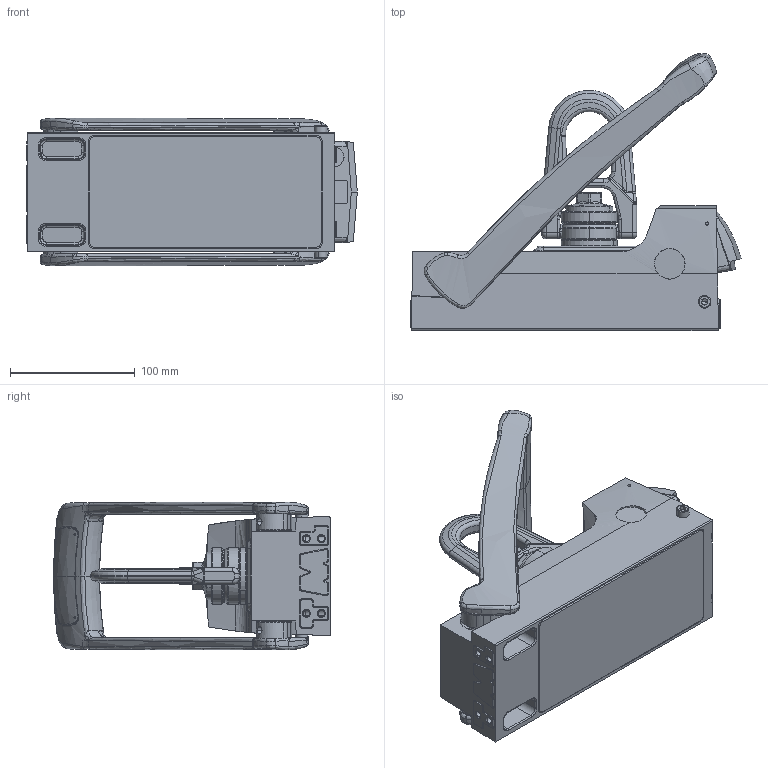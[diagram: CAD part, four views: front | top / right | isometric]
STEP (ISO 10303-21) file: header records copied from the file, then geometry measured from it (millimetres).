
FILE_DESCRIPTION (( 'STEP AP203' ), '1' );
FILE_NAME ('41500.FreeCAD TML500 rev00.STEP', '2016-06-10T07:10:24', ( '' ), ( '' ), 'SwSTEP 2.0', 'SolidWorks 2014', '' );
FILE_SCHEMA (( 'CONFIG_CONTROL_DESIGN' ));
Length unit declared in the file: millimetre
Products named in the file (11): DIN912-M6X10-A4 Zylinderschraube Edelstahl_DIN 912 M6 x 10 --- 10N; 189414316 DSR M16 Sicherheitswirbel Edelstahl 03; 189414316 DSR M16 Sicherheitswirbel Edelstahl 02; 189414316 DSR M16 Sicherheitswirbel Edelstahl 01; 189414310 Free CADDB95UW Alu-Gehäuse rev00; 189414316 DSR M16 Sicherheitswirbel Edelstahl; 189414022Free CAD Alu-Hebel 01; 41500.FreeCAD TML500 rev00; 189414124 Abdeckplatte; 189414121 Free CAD Lasch Hebel DB95; 189414014 FREE CAD Kunststoffkappe Hebel ALFRA
Assembly tree (11 placements, depth 3):
  41500.FreeCAD TML500 rev00
    189414310 Free CADDB95UW Alu-Gehäuse rev00
    189414022Free CAD Alu-Hebel 01
    189414124 Abdeckplatte
    189414121 Free CAD Lasch Hebel DB95
    189414014 FREE CAD Kunststoffkappe Hebel ALFRA
    DIN912-M6X10-A4 Zylinderschraube Edelstahl_DIN 912 M6 x 10 --- 10N  x2
    189414316 DSR M16 Sicherheitswirbel Edelstahl
      189414316 DSR M16 Sicherheitswirbel Edelstahl 03
      189414316 DSR M16 Sicherheitswirbel Edelstahl 02
      189414316 DSR M16 Sicherheitswirbel Edelstahl 01
Bounding box: 264.82 x 222.26 x 118.11 mm (x, y, z)
Volume: 1858548.4 mm3; surface area: 265989.8 mm2
Topology: 17 solids, 22 shells, 1456 faces, 3526 edges, 2146 vertices
Faces by surface type: bspline 510, cylinder 370, plane 327, cone 130, torus 104, sphere 15
Entity records: 61733 total; most frequent: CARTESIAN_POINT 30977, ORIENTED_EDGE 6884, DIRECTION 5099, EDGE_CURVE 3442, VERTEX_POINT 2113, AXIS2_PLACEMENT_3D 1941, EDGE_LOOP 1525, ADVANCED_FACE 1429
